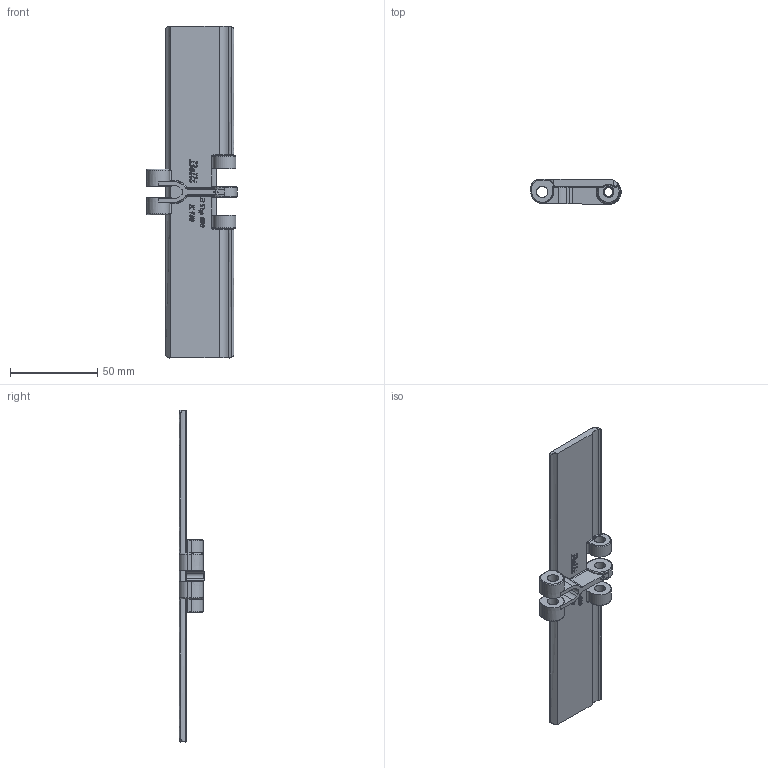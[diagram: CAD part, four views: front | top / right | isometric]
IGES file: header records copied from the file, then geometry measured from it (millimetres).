
Start section: SolidWorks IGES file using analytic representation for surfaces
Global section: file name: Bellt - 001809 - Btop 820 K750 AP.IGS; native system: SolidWorks 2024; preprocessor: SolidWorks 2024; author: User; date: 250922.095847; units: millimetre
Bounding box: 51.8 x 14.64 x 190.5 mm (x, y, z)
Surface area: 19246.8 mm2 (no closed solid volume)
Topology: 0 solids, 0 shells, 516 faces, 6549 edges, 6546 vertices
Faces by surface type: bspline 426, revolution 90
